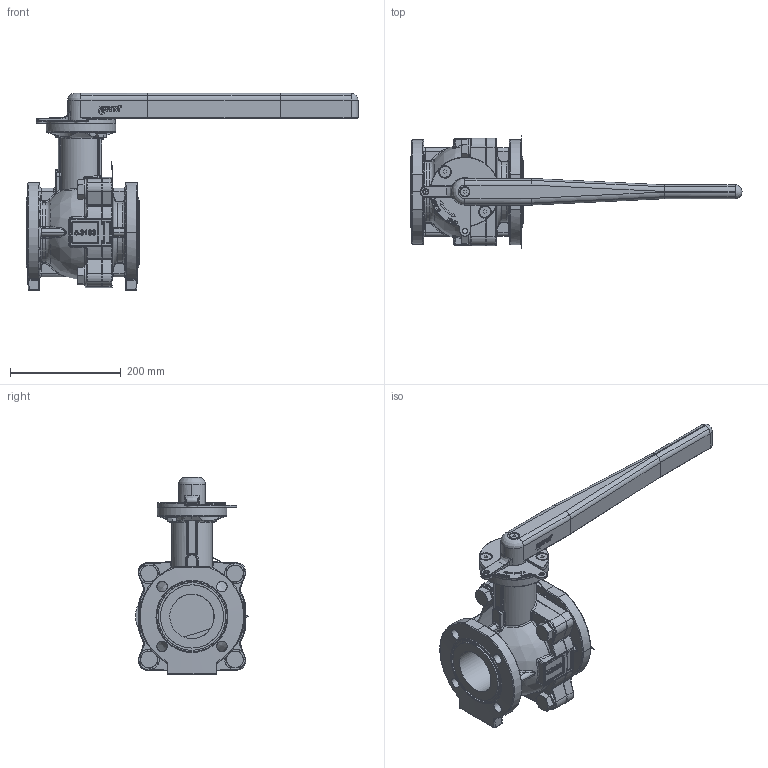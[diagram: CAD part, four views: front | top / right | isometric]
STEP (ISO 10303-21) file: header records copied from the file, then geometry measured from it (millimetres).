
FILE_DESCRIPTION(('HOOPS Exchange Step'),'2;1');
FILE_NAME('FK13010010.stp','2025-09-18T10:44:50+02:00',('nieru'),('Unknown organisation'),'HOOPS Exchange 2024.2','HOOPS Exchange','Unknown authorisation');
FILE_SCHEMA( ('AP203_CONFIGURATION_CONTROLLED_3D_DESIGN_OF_MECHANICAL_PARTS_AND_ASSEMBLIES_MIM_LF') );
Length unit declared in the file: millimetre
Products named in the file (4): 0; root
Assembly tree (3 placements, depth 3):
  root
    0
      0
      0
Bounding box: 599.1 x 204.06 x 356 mm (x, y, z)
Volume: 460239.3 mm3
Topology: 4 solids, 1035 shells, 2414 faces, 8805 edges, 7393 vertices
Faces by surface type: bspline 821, cylinder 688, plane 576, torus 157, cone 89, sphere 58, extrusion 25
Full cylindrical faces by diameter (mm): 2.2 x4, 6.647 x1, 11 x4, 17.294 x4, 19 x8, 20 x4, 21 x4, 28.19 x4, 37 x4, 71 x1, 114 x2, 122 x2, 125 x1, 127 x2
Entity records: 239188 total; most frequent: CARTESIAN_POINT 178616, ORIENTED_EDGE 12114, EDGE_CURVE 8758, VERTEX_POINT 7392, DIRECTION 6360, B_SPLINE_CURVE_WITH_KNOTS 5564, EDGE_LOOP 2581, FACE_BOUND 2581
